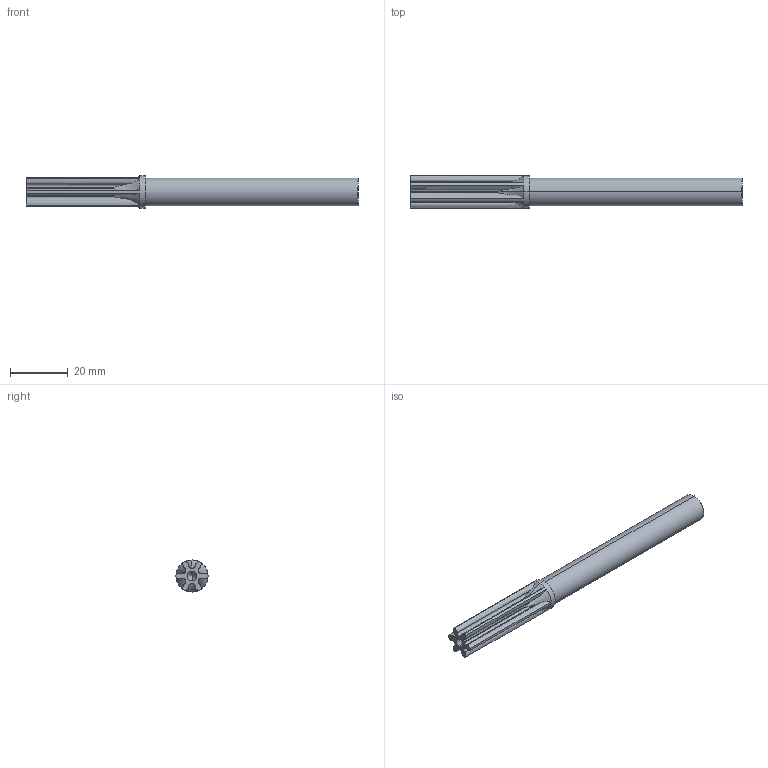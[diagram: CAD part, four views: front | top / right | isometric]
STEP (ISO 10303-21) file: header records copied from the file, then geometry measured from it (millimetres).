
FILE_DESCRIPTION((''),'2;1');
FILE_NAME('NAR6','2018-03-22T',('SYSTEM'),(''),'PRO/ENGINEER BY PARAMETRIC TECHNOLOGY CORPORATION, 2016360','PRO/ENGINEER BY PARAMETRIC TECHNOLOGY CORPORATION, 2016360','');
FILE_SCHEMA(('AUTOMOTIVE_DESIGN { 1 0 10303 214 1 1 1 1 }'));
Length unit declared in the file: inch
Products named in the file (1): NAR6
Bounding box: 114.5 x 11.05 x 11.05 mm (x, y, z)
Volume: 7458.9 mm3; surface area: 4295.2 mm2
Topology: 1 solids, 1 shells, 55 faces, 162 edges, 108 vertices
Faces by surface type: cylinder 27, extrusion 12, torus 7, cone 6, plane 3
Entity records: 2776 total; most frequent: CARTESIAN_POINT 1281, ORIENTED_EDGE 316, DIRECTION 271, EDGE_CURVE 158, VERTEX_POINT 108, AXIS2_PLACEMENT_3D 104, VECTOR 63, CIRCLE 61
